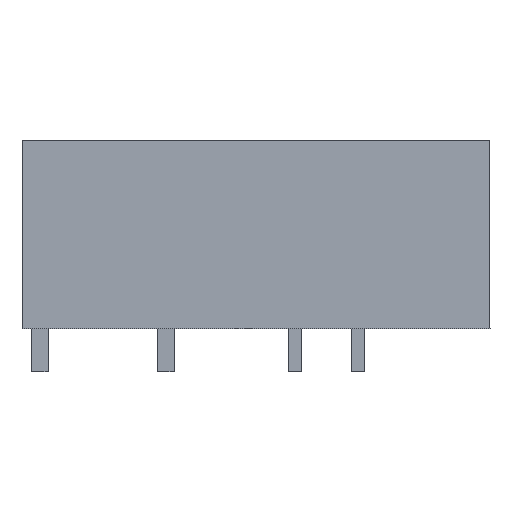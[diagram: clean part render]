
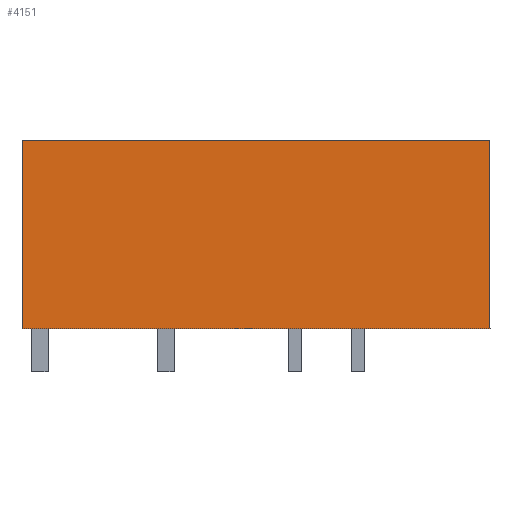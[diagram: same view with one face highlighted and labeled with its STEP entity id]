
A CAD part, left-side view. The second image highlights one B-rep face of the part: STEP entity #4151.
In plain terms, the highlighted planar face has unit normal (-1, 0, 0).
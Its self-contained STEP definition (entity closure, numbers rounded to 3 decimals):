
#4138=AXIS2_PLACEMENT_3D('Plane Axis2P3D',#4135,#4136,#4137) ;
#1230=CARTESIAN_POINT('Vertex',(0.,28.3,2.6)) ;
#1233=CARTESIAN_POINT('Line Origine',(0.,28.3,8.3)) ;
#1237=CARTESIAN_POINT('Vertex',(0.,28.3,14.)) ;
#1384=CARTESIAN_POINT('Line Origine',(0.,14.15,14.)) ;
#1388=CARTESIAN_POINT('Vertex',(0.,0.,14.)) ;
#3028=CARTESIAN_POINT('Vertex',(0.,0.,2.6)) ;
#3184=CARTESIAN_POINT('Line Origine',(0.,0.,8.3)) ;
#4135=CARTESIAN_POINT('Axis2P3D Location',(0.,28.3,-0.9)) ;
#4140=CARTESIAN_POINT('Line Origine',(0.,14.15,2.6)) ;
#1234=DIRECTION('Vector Direction',(0.,0.,1.)) ;
#1385=DIRECTION('Vector Direction',(0.,1.,0.)) ;
#3185=DIRECTION('Vector Direction',(0.,0.,-1.)) ;
#4136=DIRECTION('Axis2P3D Direction',(-1.,0.,0.)) ;
#4137=DIRECTION('Axis2P3D XDirection',(0.,-1.,0.)) ;
#4141=DIRECTION('Vector Direction',(0.,1.,0.)) ;
#1235=VECTOR('Line Direction',#1234,1.) ;
#1386=VECTOR('Line Direction',#1385,1.) ;
#3186=VECTOR('Line Direction',#3185,1.) ;
#4142=VECTOR('Line Direction',#4141,1.) ;
#4146=ORIENTED_EDGE('',*,*,#4144,.F.) ;
#4147=ORIENTED_EDGE('',*,*,#3188,.F.) ;
#4148=ORIENTED_EDGE('',*,*,#1390,.T.) ;
#4149=ORIENTED_EDGE('',*,*,#1239,.T.) ;
#4151=ADVANCED_FACE('housing',(#4150),#4139,.T.) ;
#1239=EDGE_CURVE('',#1238,#1231,#1236,.F.) ;
#1390=EDGE_CURVE('',#1389,#1238,#1387,.T.) ;
#3188=EDGE_CURVE('',#1389,#3029,#3187,.T.) ;
#4144=EDGE_CURVE('',#3029,#1231,#4143,.T.) ;
#4145=EDGE_LOOP('',(#4146,#4147,#4148,#4149)) ;
#4150=FACE_OUTER_BOUND('',#4145,.T.) ;
#1236=LINE('Line',#1233,#1235) ;
#1387=LINE('Line',#1384,#1386) ;
#3187=LINE('Line',#3184,#3186) ;
#4143=LINE('Line',#4140,#4142) ;
#4139=PLANE('',#4138) ;
#1231=VERTEX_POINT('',#1230) ;
#1238=VERTEX_POINT('',#1237) ;
#1389=VERTEX_POINT('',#1388) ;
#3029=VERTEX_POINT('',#3028) ;
